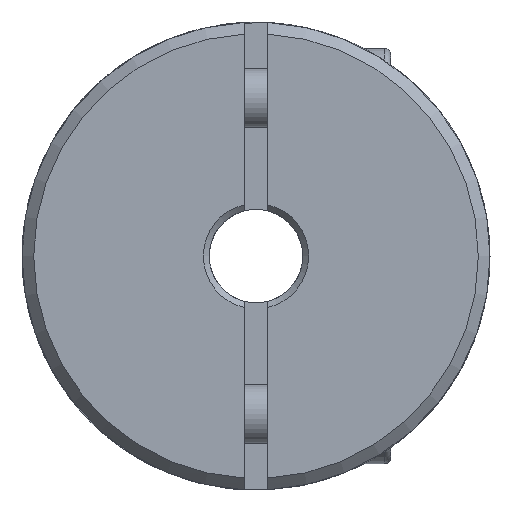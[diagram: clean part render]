
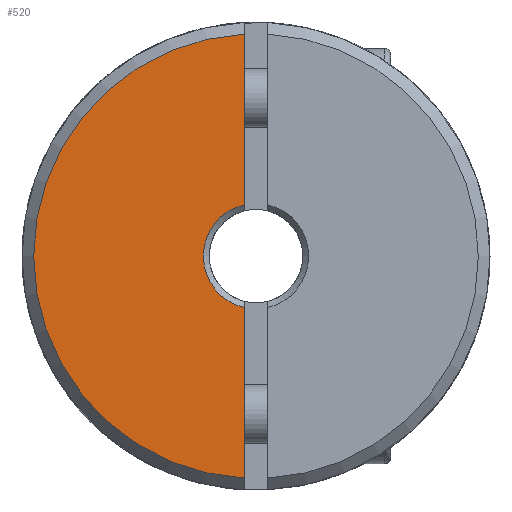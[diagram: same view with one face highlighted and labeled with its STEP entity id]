
A CAD part, left-side view. The second image highlights one B-rep face of the part: STEP entity #520.
In plain terms, the highlighted planar face has unit normal (-1, 0, 0).
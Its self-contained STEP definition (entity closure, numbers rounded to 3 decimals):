
#520 = ADVANCED_FACE( '', ( #1244 ), #1245, .T. );
#1244 = FACE_OUTER_BOUND( '', #2153, .T. );
#1245 = PLANE( '', #2154 );
#2153 = EDGE_LOOP( '', ( #3721, #3722, #3723, #3724 ) );
#2154 = AXIS2_PLACEMENT_3D( '', #3725, #3726, #3727 );
#3721 = ORIENTED_EDGE( '', *, *, #5077, .T. );
#3722 = ORIENTED_EDGE( '', *, *, #5106, .T. );
#3723 = ORIENTED_EDGE( '', *, *, #5602, .T. );
#3724 = ORIENTED_EDGE( '', *, *, #5603, .T. );
#3725 = CARTESIAN_POINT( '', ( -2., 0., 3.05 ) );
#3726 = DIRECTION( '', ( -1., 0., 0. ) );
#3727 = DIRECTION( '', ( 0., 0., 1. ) );
#5077 = EDGE_CURVE( '', #6029, #6027, #6030, .T. );
#5106 = EDGE_CURVE( '', #6027, #6078, #6080, .F. );
#5602 = EDGE_CURVE( '', #6078, #6879, #6880, .T. );
#5603 = EDGE_CURVE( '', #6879, #6029, #6881, .T. );
#6027 = VERTEX_POINT( '', #7452 );
#6029 = VERTEX_POINT( '', #7457 );
#6030 = LINE( '', #7458, #7459 );
#6078 = VERTEX_POINT( '', #7525 );
#6080 = CIRCLE( '', #7530, 4.5 );
#6879 = VERTEX_POINT( '', #9378 );
#6880 = LINE( '', #9379, #9380 );
#6881 = CIRCLE( '', #9381, 19. );
#7452 = CARTESIAN_POINT( '', ( -2., 1., -4.387 ) );
#7457 = CARTESIAN_POINT( '', ( -2., 1., -18.974 ) );
#7458 = CARTESIAN_POINT( '', ( -2., 1., 3.05 ) );
#7459 = VECTOR( '', #10150, 1000. );
#7525 = CARTESIAN_POINT( '', ( -2., 1., 4.387 ) );
#7530 = AXIS2_PLACEMENT_3D( '', #10193, #10194, #10195 );
#9378 = CARTESIAN_POINT( '', ( -2., 1., 18.974 ) );
#9379 = CARTESIAN_POINT( '', ( -2., 1., 3.05 ) );
#9380 = VECTOR( '', #10838, 1000. );
#9381 = AXIS2_PLACEMENT_3D( '', #10839, #10840, #10841 );
#10150 = DIRECTION( '', ( 0., 0., 1. ) );
#10193 = CARTESIAN_POINT( '', ( -2., 0., 0. ) );
#10194 = DIRECTION( '', ( -1., 0., 0. ) );
#10195 = DIRECTION( '', ( 0., 0., 1. ) );
#10838 = DIRECTION( '', ( 0., 0., 1. ) );
#10839 = CARTESIAN_POINT( '', ( -2., 0., 0. ) );
#10840 = DIRECTION( '', ( -1., 0., 0. ) );
#10841 = DIRECTION( '', ( 0., 0., 1. ) );
